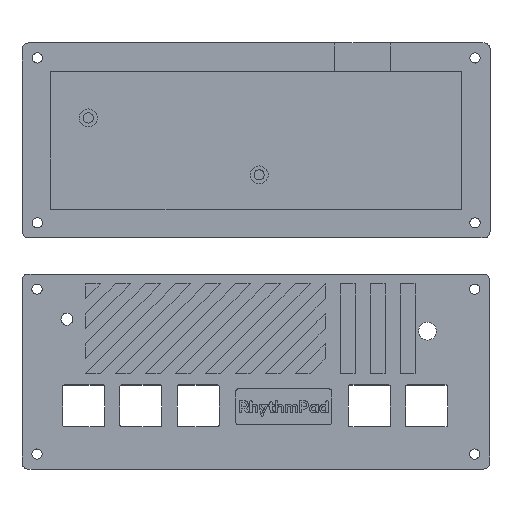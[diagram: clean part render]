
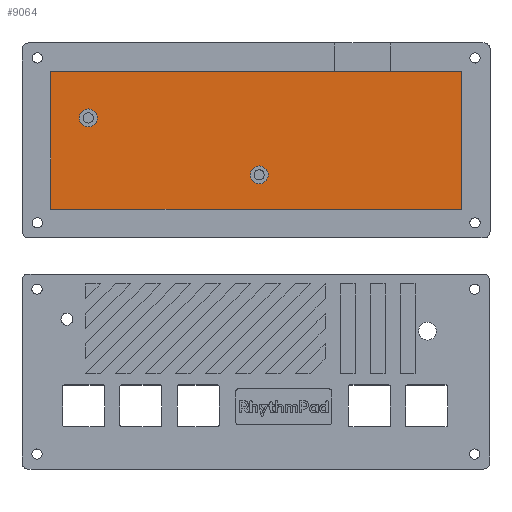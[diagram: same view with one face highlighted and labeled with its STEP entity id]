
A CAD part, top view. The second image highlights one B-rep face of the part: STEP entity #9064.
In plain terms, the highlighted planar face has unit normal (0, 0, 1).
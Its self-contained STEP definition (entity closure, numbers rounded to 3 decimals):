
#838=FACE_BOUND('',#1625,.T.);
#839=FACE_BOUND('',#1626,.T.);
#906=PLANE('',#9621);
#1106=FACE_OUTER_BOUND('',#1624,.T.);
#1624=EDGE_LOOP('',(#6246,#6247,#6248,#6249));
#1625=EDGE_LOOP('',(#6250));
#1626=EDGE_LOOP('',(#6251));
#2214=LINE('',#11508,#2987);
#2215=LINE('',#11510,#2988);
#2216=LINE('',#11512,#2989);
#2217=LINE('',#11513,#2990);
#2987=VECTOR('',#10032,10.);
#2988=VECTOR('',#10033,10.);
#2989=VECTOR('',#10034,10.);
#2990=VECTOR('',#10035,10.);
#3749=CIRCLE('',#9620,3.);
#3750=CIRCLE('',#9622,3.);
#3867=VERTEX_POINT('',#11502);
#3868=VERTEX_POINT('',#11506);
#3869=VERTEX_POINT('',#11507);
#3870=VERTEX_POINT('',#11509);
#3871=VERTEX_POINT('',#11511);
#3872=VERTEX_POINT('',#11514);
#4817=EDGE_CURVE('',#3867,#3867,#3749,.T.);
#4818=EDGE_CURVE('',#3868,#3869,#2214,.T.);
#4819=EDGE_CURVE('',#3869,#3870,#2215,.T.);
#4820=EDGE_CURVE('',#3870,#3871,#2216,.T.);
#4821=EDGE_CURVE('',#3871,#3868,#2217,.T.);
#4822=EDGE_CURVE('',#3872,#3872,#3750,.T.);
#6246=ORIENTED_EDGE('',*,*,#4818,.T.);
#6247=ORIENTED_EDGE('',*,*,#4819,.T.);
#6248=ORIENTED_EDGE('',*,*,#4820,.T.);
#6249=ORIENTED_EDGE('',*,*,#4821,.T.);
#6250=ORIENTED_EDGE('',*,*,#4822,.T.);
#6251=ORIENTED_EDGE('',*,*,#4817,.T.);
#9064=ADVANCED_FACE('',(#1106,#838,#839),#906,.T.);
#9620=AXIS2_PLACEMENT_3D('',#11504,#10028,#10029);
#9621=AXIS2_PLACEMENT_3D('',#11505,#10030,#10031);
#9622=AXIS2_PLACEMENT_3D('',#11515,#10036,#10037);
#10028=DIRECTION('center_axis',(0.,0.,-1.));
#10029=DIRECTION('ref_axis',(1.,0.,0.));
#10030=DIRECTION('center_axis',(0.,0.,1.));
#10031=DIRECTION('ref_axis',(1.,0.,0.));
#10032=DIRECTION('',(1.,0.,0.));
#10033=DIRECTION('',(0.,1.,0.));
#10034=DIRECTION('',(-1.,0.,0.));
#10035=DIRECTION('',(0.,-1.,0.));
#10036=DIRECTION('center_axis',(0.,0.,-1.));
#10037=DIRECTION('ref_axis',(1.,0.,0.));
#11502=CARTESIAN_POINT('',(-40.,-8.648,3.));
#11504=CARTESIAN_POINT('Origin',(-37.,-8.648,3.));
#11505=CARTESIAN_POINT('Origin',(-38.,2.852,3.));
#11506=CARTESIAN_POINT('',(-106.5,-20.148,3.));
#11507=CARTESIAN_POINT('',(30.5,-20.148,3.));
#11508=CARTESIAN_POINT('',(30.5,-20.148,3.));
#11509=CARTESIAN_POINT('',(30.5,25.852,3.));
#11510=CARTESIAN_POINT('',(30.5,25.852,3.));
#11511=CARTESIAN_POINT('',(-106.5,25.852,3.));
#11512=CARTESIAN_POINT('',(-106.5,25.852,3.));
#11513=CARTESIAN_POINT('',(-106.5,-20.148,3.));
#11514=CARTESIAN_POINT('',(-97.,10.352,3.));
#11515=CARTESIAN_POINT('Origin',(-94.,10.352,3.));
